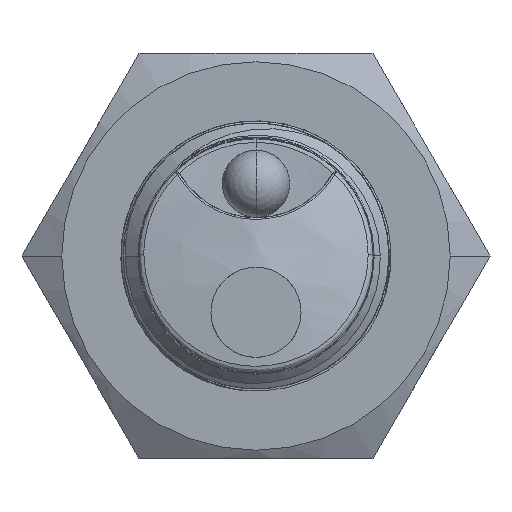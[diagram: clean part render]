
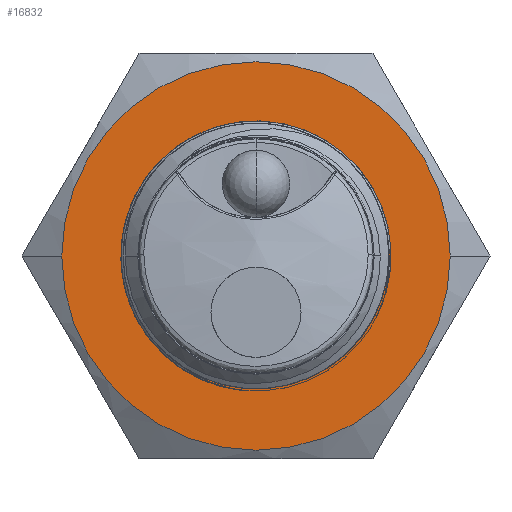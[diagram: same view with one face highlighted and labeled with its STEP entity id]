
A CAD part, front view. The second image highlights one B-rep face of the part: STEP entity #16832.
In plain terms, the highlighted face is planar.
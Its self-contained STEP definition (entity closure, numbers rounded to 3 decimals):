
#15330=CARTESIAN_POINT('',(0.,0.,25.556));
#15331=DIRECTION('',(0.,0.,-1.));
#15332=DIRECTION('',(1.,0.,0.));
#15333=AXIS2_PLACEMENT_3D('',#15330,#15331,#15332);
#15335=CARTESIAN_POINT('',(0.,0.,25.556));
#15336=DIRECTION('',(0.,0.,-1.));
#15337=DIRECTION('',(-1.,0.,0.));
#15338=AXIS2_PLACEMENT_3D('',#15335,#15336,#15337);
#15340=CARTESIAN_POINT('',(0.,0.,25.556));
#15341=DIRECTION('',(0.,0.,1.));
#15342=DIRECTION('',(-1.,0.,0.));
#15343=AXIS2_PLACEMENT_3D('',#15340,#15341,#15342);
#15345=CARTESIAN_POINT('',(0.,0.,25.556));
#15346=DIRECTION('',(0.,0.,1.));
#15347=DIRECTION('',(1.,0.,0.));
#15348=AXIS2_PLACEMENT_3D('',#15345,#15346,#15347);
#15350=CARTESIAN_POINT('',(0.365,-5.989,
25.556));
#15351=CARTESIAN_POINT('',(0.677,-5.97,
25.556));
#15352=CARTESIAN_POINT('',(1.29,-5.884,
25.556));
#15353=CARTESIAN_POINT('',(2.188,-5.613,
25.556));
#15354=CARTESIAN_POINT('',(3.032,-5.205,
25.556));
#15355=CARTESIAN_POINT('',(3.795,-4.679,
25.556));
#15356=CARTESIAN_POINT('',(4.48,-4.028,
25.556));
#15357=CARTESIAN_POINT('',(5.051,-3.284,
25.556));
#15358=CARTESIAN_POINT('',(5.499,-2.46,
25.556));
#15359=CARTESIAN_POINT('',(5.814,-1.577,
25.556));
#15360=CARTESIAN_POINT('',(5.986,-0.67,
25.556));
#15361=CARTESIAN_POINT('',(6.018,0.26,
25.556));
#15362=CARTESIAN_POINT('',(5.906,1.187,25.556));
#15363=CARTESIAN_POINT('',(5.651,2.087,25.556));
#15364=CARTESIAN_POINT('',(5.26,2.936,25.556));
#15365=CARTESIAN_POINT('',(4.743,3.713,25.556));
#15366=CARTESIAN_POINT('',(4.111,4.403,25.556));
#15367=CARTESIAN_POINT('',(3.38,4.986,25.556));
#15368=CARTESIAN_POINT('',(2.568,5.449,25.556));
#15369=CARTESIAN_POINT('',(1.694,5.781,25.556));
#15370=CARTESIAN_POINT('',(0.78,5.973,
25.556));
#15371=CARTESIAN_POINT('',(-0.153,6.022,
25.556));
#15372=CARTESIAN_POINT('',(-1.081,5.926,
25.556));
#15373=CARTESIAN_POINT('',(-1.984,5.688,
25.556));
#15374=CARTESIAN_POINT('',(-2.839,5.313,
25.556));
#15375=CARTESIAN_POINT('',(-3.626,4.81,
25.556));
#15376=CARTESIAN_POINT('',(-4.323,4.195,
25.556));
#15377=CARTESIAN_POINT('',(-4.924,3.472,
25.556));
#15378=CARTESIAN_POINT('',(-5.402,2.665,
25.556));
#15379=CARTESIAN_POINT('',(-5.75,1.796,
25.556));
#15380=CARTESIAN_POINT('',(-5.96,0.878,
25.556));
#15381=CARTESIAN_POINT('',(-6.024,-0.042,
25.556));
#15382=CARTESIAN_POINT('',(-5.945,-0.973,
25.556));
#15383=CARTESIAN_POINT('',(-5.721,-1.886,
25.556));
#15384=CARTESIAN_POINT('',(-5.481,-2.461,
25.556));
#15385=CARTESIAN_POINT('',(-5.337,-2.742,
25.556));
#15387=CARTESIAN_POINT('',(2.791,4.91,25.556));
#15388=CARTESIAN_POINT('',(3.051,4.77,25.556));
#15389=CARTESIAN_POINT('',(3.542,4.454,25.556));
#15390=CARTESIAN_POINT('',(4.193,3.878,25.556));
#15391=CARTESIAN_POINT('',(4.753,3.205,25.556));
#15392=CARTESIAN_POINT('',(5.198,2.469,25.556));
#15393=CARTESIAN_POINT('',(5.534,1.655,25.556));
#15394=CARTESIAN_POINT('',(5.742,0.804,
25.556));
#15395=CARTESIAN_POINT('',(5.816,-0.077,
25.556));
#15396=CARTESIAN_POINT('',(5.758,-0.958,
25.556));
#15397=CARTESIAN_POINT('',(5.567,-1.819,
25.556));
#15398=CARTESIAN_POINT('',(5.251,-2.645,
25.556));
#15399=CARTESIAN_POINT('',(4.817,-3.405,
25.556));
#15400=CARTESIAN_POINT('',(4.271,-4.102,
25.556));
#15401=CARTESIAN_POINT('',(3.632,-4.702,
25.556));
#15402=CARTESIAN_POINT('',(2.905,-5.205,
25.556));
#15403=CARTESIAN_POINT('',(2.111,-5.595,
25.556));
#15404=CARTESIAN_POINT('',(1.257,-5.867,
25.556));
#15405=CARTESIAN_POINT('',(0.667,-5.963,
25.556));
#15406=CARTESIAN_POINT('',(0.365,-5.989,
25.556));
#15408=CARTESIAN_POINT('',(-5.337,-2.742,
25.556));
#15409=CARTESIAN_POINT('',(-5.471,-2.464,
25.556));
#15410=CARTESIAN_POINT('',(-5.693,-1.9,
25.556));
#15411=CARTESIAN_POINT('',(-5.891,-1.028,
25.556));
#15412=CARTESIAN_POINT('',(-5.958,-0.126,
25.556));
#15413=CARTESIAN_POINT('',(-5.894,0.749,
25.556));
#15414=CARTESIAN_POINT('',(-5.693,1.623,
25.556));
#15415=CARTESIAN_POINT('',(-5.371,2.442,
25.556));
#15416=CARTESIAN_POINT('',(-4.922,3.212,
25.556));
#15417=CARTESIAN_POINT('',(-4.37,3.899,
25.556));
#15418=CARTESIAN_POINT('',(-3.717,4.496,
25.556));
#15419=CARTESIAN_POINT('',(-2.991,4.988,
25.556));
#15420=CARTESIAN_POINT('',(-2.203,5.36,
25.556));
#15421=CARTESIAN_POINT('',(-1.369,5.611,
25.556));
#15422=CARTESIAN_POINT('',(-0.515,5.73,
25.556));
#15423=CARTESIAN_POINT('',(0.346,5.722,
25.556));
#15424=CARTESIAN_POINT('',(1.196,5.584,25.556));
#15425=CARTESIAN_POINT('',(2.022,5.318,25.556));
#15426=CARTESIAN_POINT('',(2.54,5.061,25.556));
#15427=CARTESIAN_POINT('',(2.791,4.91,25.556));
#15462=CARTESIAN_POINT('',(2.791,4.91,25.556));
#16307=CARTESIAN_POINT('',(-5.337,-2.742,
25.556));
#16486=CARTESIAN_POINT('',(8.625,0.,25.556));
#16487=CARTESIAN_POINT('',(-8.625,0.,25.556));
#16488=VERTEX_POINT('',#16486);
#16489=VERTEX_POINT('',#16487);
#16493=VERTEX_POINT('',#15462);
#16522=VERTEX_POINT('',#15406);
#16532=VERTEX_POINT('',#16307);
#16542=CARTESIAN_POINT('',(-5.302,0.,25.556));
#16543=CARTESIAN_POINT('',(5.302,0.,25.556));
#16544=VERTEX_POINT('',#16542);
#16545=VERTEX_POINT('',#16543);
#16809=CARTESIAN_POINT('',(5.196,-9.,25.556));
#16810=DIRECTION('',(0.,0.,1.));
#16811=DIRECTION('',(1.,0.,0.));
#16812=AXIS2_PLACEMENT_3D('',#16809,#16810,#16811);
#16813=PLANE('',#16812);
#16814=ORIENTED_EDGE('',*,*,#16789,.F.);
#16815=ORIENTED_EDGE('',*,*,#16799,.F.);
#16816=EDGE_LOOP('',(#16814,#16815));
#16817=FACE_OUTER_BOUND('',#16816,.F.);
#16819=ORIENTED_EDGE('',*,*,#16818,.F.);
#16821=ORIENTED_EDGE('',*,*,#16820,.F.);
#16822=EDGE_LOOP('',(#16819,#16821));
#16823=FACE_BOUND('',#16822,.F.);
#16825=ORIENTED_EDGE('',*,*,#16824,.F.);
#16827=ORIENTED_EDGE('',*,*,#16826,.F.);
#16829=ORIENTED_EDGE('',*,*,#16828,.F.);
#16830=EDGE_LOOP('',(#16825,#16827,#16829));
#16831=FACE_BOUND('',#16830,.F.);
#15334=CIRCLE('',#15333,8.625);
#15339=CIRCLE('',#15338,8.625);
#15344=CIRCLE('',#15343,5.302);
#15349=CIRCLE('',#15348,5.302);
#15386=B_SPLINE_CURVE_WITH_KNOTS('',3,(#15350,#15351,#15352,#15353,#15354,
#15355,#15356,#15357,#15358,#15359,#15360,#15361,#15362,#15363,#15364,#15365,
#15366,#15367,#15368,#15369,#15370,#15371,#15372,#15373,#15374,#15375,#15376,
#15377,#15378,#15379,#15380,#15381,#15382,#15383,#15384,#15385),.UNSPECIFIED.,
.F.,.F.,(4,1,1,1,1,1,1,1,1,1,1,1,1,1,1,1,1,1,1,1,1,1,1,1,1,1,1,1,1,1,1,1,1,4),(
0.,0.03,0.061,0.091,0.121,
0.152,0.182,0.212,0.242,
0.273,0.303,0.333,0.364,
0.394,0.424,0.455,0.485,
0.515,0.545,0.576,0.606,
0.636,0.667,0.697,0.727,
0.758,0.788,0.818,0.848,
0.879,0.909,0.939,0.97,1.),
.UNSPECIFIED.);
#15407=B_SPLINE_CURVE_WITH_KNOTS('',3,(#15387,#15388,#15389,#15390,#15391,
#15392,#15393,#15394,#15395,#15396,#15397,#15398,#15399,#15400,#15401,#15402,
#15403,#15404,#15405,#15406),.UNSPECIFIED.,.F.,.F.,(4,1,1,1,1,1,1,1,1,1,1,1,1,1,
1,1,1,4),(0.,0.059,0.118,0.176,
0.235,0.294,0.353,0.412,
0.471,0.529,0.588,0.647,
0.706,0.765,0.824,0.882,
0.941,1.),.UNSPECIFIED.);
#15428=B_SPLINE_CURVE_WITH_KNOTS('',3,(#15408,#15409,#15410,#15411,#15412,
#15413,#15414,#15415,#15416,#15417,#15418,#15419,#15420,#15421,#15422,#15423,
#15424,#15425,#15426,#15427),.UNSPECIFIED.,.F.,.F.,(4,1,1,1,1,1,1,1,1,1,1,1,1,1,
1,1,1,4),(0.,0.059,0.118,0.176,
0.235,0.294,0.353,0.412,
0.471,0.529,0.588,0.647,
0.706,0.765,0.824,0.882,
0.941,1.),.UNSPECIFIED.);
#16789=EDGE_CURVE('',#16488,#16489,#15334,.T.);
#16799=EDGE_CURVE('',#16489,#16488,#15339,.T.);
#16818=EDGE_CURVE('',#16544,#16545,#15344,.T.);
#16820=EDGE_CURVE('',#16545,#16544,#15349,.T.);
#16824=EDGE_CURVE('',#16522,#16532,#15386,.T.);
#16826=EDGE_CURVE('',#16493,#16522,#15407,.T.);
#16828=EDGE_CURVE('',#16532,#16493,#15428,.T.);
#16832=ADVANCED_FACE('',(#16817,#16823,#16831),#16813,.F.);
